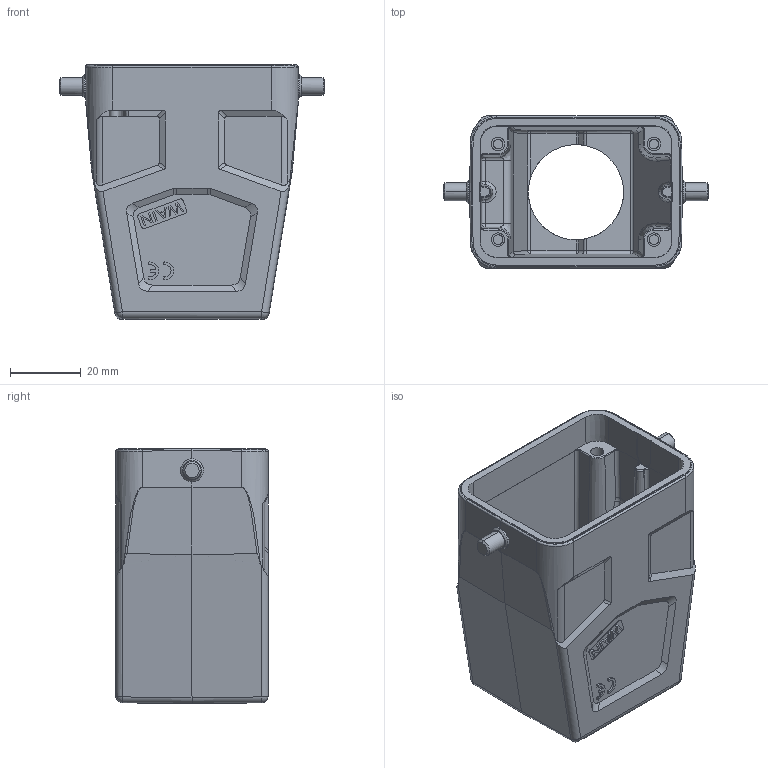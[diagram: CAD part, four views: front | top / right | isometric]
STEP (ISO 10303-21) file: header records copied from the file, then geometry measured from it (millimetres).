
FILE_DESCRIPTION(/* description */ (''),/* implementation_level */ '2;1');
FILE_NAME(/* name */ '3D_1121064105011_W6B-MTEH-2B-PG21_V1.0_step.stp',/* time_stamp */ '2022-08-12T14:13:17+08:00',/* author */ (''),/* organization */ (''),/* preprocessor_version */ 'ST-DEVELOPER v18.1',/* originating_system */ 'SIEMENS PLM Software NX 1980',/* authorisation */ '');
FILE_SCHEMA (('AP203_CONFIGURATION_CONTROLLED_3D_DESIGN_OF_MECHANICAL_PARTS_AND_ASSEMBLIES_MIM_LF { 1 0 10303 403 2 1 2}'));
Length unit declared in the file: millimetre
Products named in the file (1): 3D_1112064105003_EMC.W6B-TEH-2B-PG21_V1.0_step
Bounding box: 75 x 43 x 72 mm (x, y, z)
Volume: 56477.8 mm3; surface area: 27754 mm2
Topology: 1 solids, 1 shells, 465 faces, 1194 edges, 750 vertices
Faces by surface type: plane 205, cylinder 176, torus 31, cone 21, sphere 19, bspline 11, extrusion 2
Entity records: 17161 total; most frequent: CARTESIAN_POINT 6809, ORIENTED_EDGE 2376, DIRECTION 1713, EDGE_CURVE 1188, VERTEX_POINT 750, VECTOR 595, LINE 593, AXIS2_PLACEMENT_3D 559
